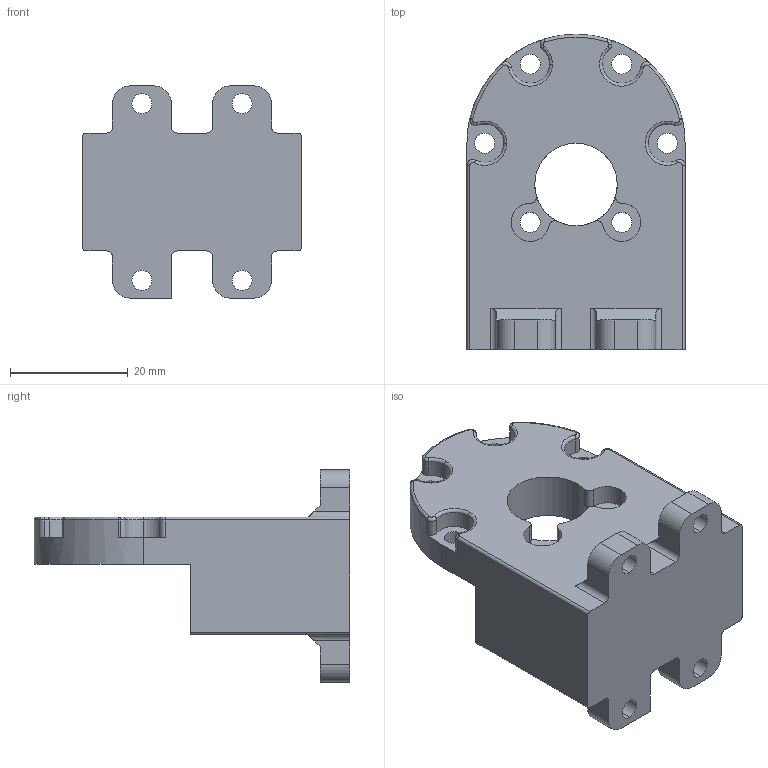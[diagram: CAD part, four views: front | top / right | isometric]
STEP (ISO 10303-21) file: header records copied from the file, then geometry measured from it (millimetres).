
FILE_DESCRIPTION (( 'STEP AP203' ), '1' );
FILE_NAME ('motor mount_Default_sldprt.STEP', '2023-11-21T15:04:19', ( '' ), ( '' ), 'SwSTEP 2.0', 'SolidWorks 2020', '' );
FILE_SCHEMA (( 'CONFIG_CONTROL_DESIGN' ));
Length unit declared in the file: millimetre
Products named in the file (1): motor mount_Default_sldprt
Bounding box: 37 x 53.5 x 36 mm (x, y, z)
Volume: 22874.7 mm3; surface area: 7988.2 mm2
Topology: 1 solids, 1 shells, 125 faces, 347 edges, 224 vertices
Faces by surface type: cylinder 70, plane 34, torus 21
Entity records: 4189 total; most frequent: DIRECTION 774, CARTESIAN_POINT 721, ORIENTED_EDGE 694, EDGE_CURVE 347, AXIS2_PLACEMENT_3D 309, VERTEX_POINT 224, CIRCLE 183, VECTOR 156
